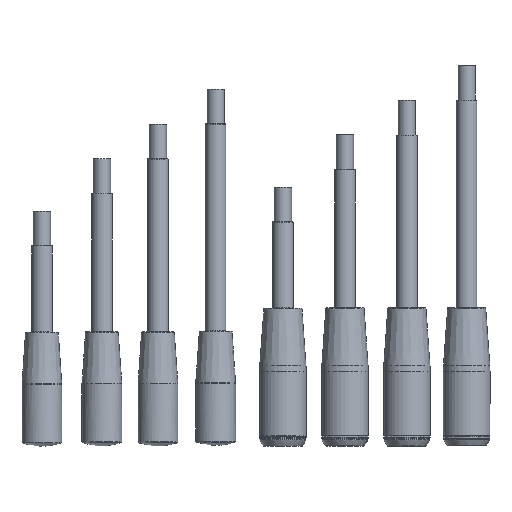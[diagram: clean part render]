
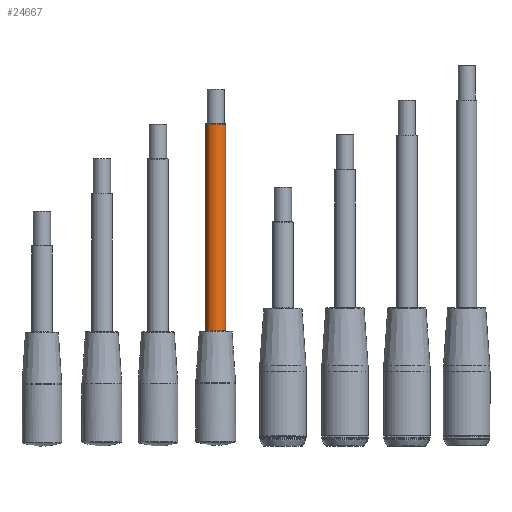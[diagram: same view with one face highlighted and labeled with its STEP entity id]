
A CAD part, front view. The second image highlights one B-rep face of the part: STEP entity #24667.
In plain terms, the highlighted cylindrical face has radius 5.975 mm (diameter 11.95 mm), a full revolution.
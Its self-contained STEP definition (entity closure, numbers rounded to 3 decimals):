
#4820=CYLINDRICAL_SURFACE('',#26318,5.975);
#5177=FACE_BOUND('',#6926,.T.);
#5307=FACE_OUTER_BOUND('',#6925,.T.);
#6925=EDGE_LOOP('',(#17009));
#6926=EDGE_LOOP('',(#17010));
#8543=CIRCLE('',#26316,5.975);
#8545=CIRCLE('',#26319,5.975);
#10671=VERTEX_POINT('',#39939);
#10673=VERTEX_POINT('',#39944);
#13095=EDGE_CURVE('',#10671,#10671,#8543,.T.);
#13097=EDGE_CURVE('',#10673,#10673,#8545,.T.);
#17009=ORIENTED_EDGE('',*,*,#13097,.F.);
#17010=ORIENTED_EDGE('',*,*,#13095,.F.);
#24667=ADVANCED_FACE('',(#5307,#5177),#4820,.T.);
#26316=AXIS2_PLACEMENT_3D('',#39940,#30170,#30171);
#26318=AXIS2_PLACEMENT_3D('',#39943,#30174,#30175);
#26319=AXIS2_PLACEMENT_3D('',#39945,#30176,#30177);
#30170=DIRECTION('center_axis',(1.,0.,0.));
#30171=DIRECTION('ref_axis',(0.,-1.,0.));
#30174=DIRECTION('center_axis',(1.,0.,0.));
#30175=DIRECTION('ref_axis',(0.,1.,0.));
#30176=DIRECTION('center_axis',(-1.,0.,0.));
#30177=DIRECTION('ref_axis',(0.,-1.,0.));
#39939=CARTESIAN_POINT('',(139.8,5.975,0.));
#39940=CARTESIAN_POINT('Origin',(139.8,0.,0.));
#39943=CARTESIAN_POINT('Origin',(80.,0.,0.));
#39944=CARTESIAN_POINT('',(20.2,5.975,0.));
#39945=CARTESIAN_POINT('Origin',(20.2,0.,0.));
